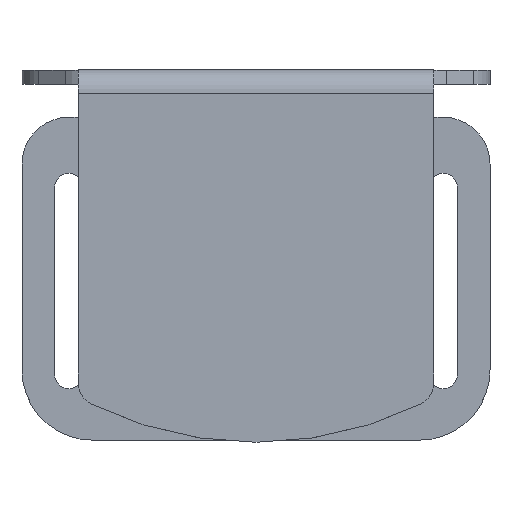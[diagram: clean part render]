
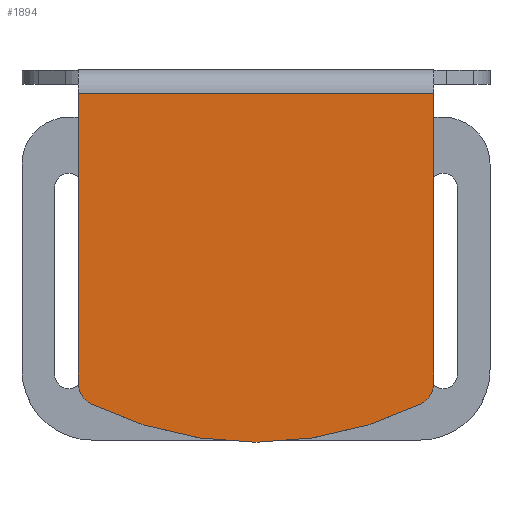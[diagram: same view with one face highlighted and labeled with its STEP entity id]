
A CAD part, top view. The second image highlights one B-rep face of the part: STEP entity #1894.
In plain terms, the highlighted planar face has unit normal (0, 0, 1).
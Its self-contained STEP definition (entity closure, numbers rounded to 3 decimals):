
#247=CARTESIAN_POINT('',(-33.,-63.951,67.));
#248=DIRECTION('',(0.,0.,-1.));
#249=DIRECTION('',(-0.44,-0.898,0.));
#250=AXIS2_PLACEMENT_3D('',#247,#248,#249);
#252=DIRECTION('',(0.,1.,0.));
#253=VECTOR('',#252,61.951);
#254=CARTESIAN_POINT('',(-38.,-63.951,67.));
#255=LINE('',#254,#253);
#256=CARTESIAN_POINT('',(33.,-63.951,67.));
#257=DIRECTION('',(0.,0.,-1.));
#258=DIRECTION('',(1.,0.,0.));
#259=AXIS2_PLACEMENT_3D('',#256,#257,#258);
#261=CARTESIAN_POINT('',(0.,3.399,67.));
#262=DIRECTION('',(0.,0.,-1.));
#263=DIRECTION('',(0.44,-0.898,0.));
#264=AXIS2_PLACEMENT_3D('',#261,#262,#263);
#266=CARTESIAN_POINT('',(0.,3.399,67.));
#267=DIRECTION('',(0.,0.,-1.));
#268=DIRECTION('',(0.,-1.,0.));
#269=AXIS2_PLACEMENT_3D('',#266,#267,#268);
#271=DIRECTION('',(-1.,0.,0.));
#272=VECTOR('',#271,76.);
#273=CARTESIAN_POINT('',(38.,-2.,67.));
#274=LINE('',#273,#272);
#279=DIRECTION('',(0.,1.,0.));
#280=VECTOR('',#279,61.951);
#281=CARTESIAN_POINT('',(38.,-63.951,67.));
#282=LINE('',#281,#280);
#1410=CARTESIAN_POINT('',(-38.,-63.951,67.));
#1412=VERTEX_POINT('',#1410);
#1417=CARTESIAN_POINT('',(-38.,-2.,67.));
#1418=VERTEX_POINT('',#1417);
#1419=CARTESIAN_POINT('',(-35.2,-68.441,67.));
#1420=VERTEX_POINT('',#1419);
#1423=CARTESIAN_POINT('',(38.,-2.,67.));
#1424=VERTEX_POINT('',#1423);
#1425=CARTESIAN_POINT('',(38.,-63.951,67.));
#1426=VERTEX_POINT('',#1425);
#1427=CARTESIAN_POINT('',(35.2,-68.441,67.));
#1428=VERTEX_POINT('',#1427);
#1429=CARTESIAN_POINT('',(0.,-76.601,67.));
#1430=VERTEX_POINT('',#1429);
#1875=CARTESIAN_POINT('',(-38.,3.,67.));
#1876=DIRECTION('',(0.,0.,1.));
#1877=DIRECTION('',(1.,0.,0.));
#1878=AXIS2_PLACEMENT_3D('',#1875,#1876,#1877);
#1879=PLANE('',#1878);
#1880=ORIENTED_EDGE('',*,*,#1865,.T.);
#1881=ORIENTED_EDGE('',*,*,#1855,.T.);
#1883=ORIENTED_EDGE('',*,*,#1882,.F.);
#1885=ORIENTED_EDGE('',*,*,#1884,.F.);
#1887=ORIENTED_EDGE('',*,*,#1886,.T.);
#1889=ORIENTED_EDGE('',*,*,#1888,.T.);
#1891=ORIENTED_EDGE('',*,*,#1890,.T.);
#1892=EDGE_LOOP('',(#1880,#1881,#1883,#1885,#1887,#1889,#1891));
#1893=FACE_OUTER_BOUND('',#1892,.F.);
#1894=ADVANCED_FACE('',(#1893),#1879,.T.);
#251=CIRCLE('',#250,5.);
#260=CIRCLE('',#259,5.);
#265=CIRCLE('',#264,80.);
#270=CIRCLE('',#269,80.);
#1855=EDGE_CURVE('',#1412,#1418,#255,.T.);
#1865=EDGE_CURVE('',#1420,#1412,#251,.T.);
#1882=EDGE_CURVE('',#1424,#1418,#274,.T.);
#1884=EDGE_CURVE('',#1426,#1424,#282,.T.);
#1886=EDGE_CURVE('',#1426,#1428,#260,.T.);
#1888=EDGE_CURVE('',#1428,#1430,#265,.T.);
#1890=EDGE_CURVE('',#1430,#1420,#270,.T.);
